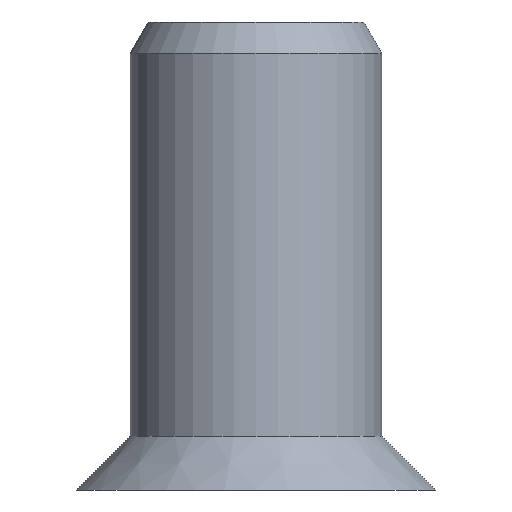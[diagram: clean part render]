
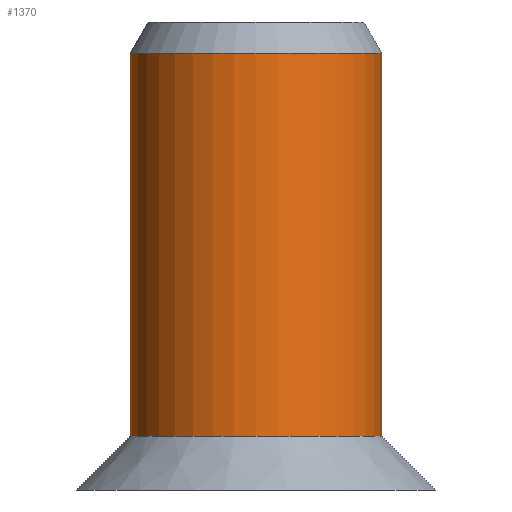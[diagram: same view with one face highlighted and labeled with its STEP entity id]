
A CAD part, front view. The second image highlights one B-rep face of the part: STEP entity #1370.
In plain terms, the highlighted cylindrical face has radius 3.5 mm (diameter 7 mm), a partial arc.
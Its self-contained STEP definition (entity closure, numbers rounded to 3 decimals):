
#39 = VERTEX_POINT ( 'NONE', #3451 ) ;
#116 = LINE ( 'NONE', #1814, #338 ) ;
#338 = VECTOR ( 'NONE', #2382, 1000. ) ;
#450 = VERTEX_POINT ( 'NONE', #3327 ) ;
#524 = CARTESIAN_POINT ( 'NONE',  ( 0., 0., 5.634 ) ) ;
#612 = DIRECTION ( 'NONE',  ( 0., 0., 1. ) ) ;
#726 = DIRECTION ( 'NONE',  ( 1., 0., 0. ) ) ;
#791 = VERTEX_POINT ( 'NONE', #1589 ) ;
#858 = DIRECTION ( 'NONE',  ( 1., 0., 0. ) ) ;
#998 = CARTESIAN_POINT ( 'NONE',  ( -3.5, 0., -5. ) ) ;
#1123 = EDGE_LOOP ( 'NONE', ( #3319, #3110, #2544, #3260 ) ) ;
#1127 = AXIS2_PLACEMENT_3D ( 'NONE', #2140, #3510, #726 ) ;
#1370 = ADVANCED_FACE ( 'NONE', ( #2759 ), #2034, .T. ) ;
#1469 = AXIS2_PLACEMENT_3D ( 'NONE', #2563, #3167, #858 ) ;
#1482 = VECTOR ( 'NONE', #612, 1000. ) ;
#1532 = EDGE_CURVE ( 'NONE', #450, #39, #116, .T. ) ;
#1589 = CARTESIAN_POINT ( 'NONE',  ( -3.5, 0., 5.634 ) ) ;
#1727 = CIRCLE ( 'NONE', #2994, 3.5 ) ;
#1764 = EDGE_CURVE ( 'NONE', #39, #791, #1727, .T. ) ;
#1814 = CARTESIAN_POINT ( 'NONE',  ( 3.5, 0., 6.5 ) ) ;
#1928 = DIRECTION ( 'NONE',  ( -1., 0., 0. ) ) ;
#2034 = CYLINDRICAL_SURFACE ( 'NONE', #1469, 3.5 ) ;
#2140 = CARTESIAN_POINT ( 'NONE',  ( 0., 0., -5. ) ) ;
#2199 = CIRCLE ( 'NONE', #1127, 3.5 ) ;
#2281 = VERTEX_POINT ( 'NONE', #998 ) ;
#2327 = EDGE_CURVE ( 'NONE', #2281, #450, #2199, .T. ) ;
#2382 = DIRECTION ( 'NONE',  ( 0., 0., 1. ) ) ;
#2544 = ORIENTED_EDGE ( 'NONE', *, *, #1532, .T. ) ;
#2563 = CARTESIAN_POINT ( 'NONE',  ( 0., 0., 6.5 ) ) ;
#2759 = FACE_OUTER_BOUND ( 'NONE', #1123, .T. ) ;
#2771 = DIRECTION ( 'NONE',  ( 0., 0., -1. ) ) ;
#2884 = LINE ( 'NONE', #3195, #1482 ) ;
#2994 = AXIS2_PLACEMENT_3D ( 'NONE', #524, #2771, #1928 ) ;
#3025 = EDGE_CURVE ( 'NONE', #2281, #791, #2884, .T. ) ;
#3110 = ORIENTED_EDGE ( 'NONE', *, *, #2327, .T. ) ;
#3167 = DIRECTION ( 'NONE',  ( 0., 0., 1. ) ) ;
#3195 = CARTESIAN_POINT ( 'NONE',  ( -3.5, 0., 6.5 ) ) ;
#3260 = ORIENTED_EDGE ( 'NONE', *, *, #1764, .T. ) ;
#3319 = ORIENTED_EDGE ( 'NONE', *, *, #3025, .F. ) ;
#3327 = CARTESIAN_POINT ( 'NONE',  ( 3.5, 0., -5. ) ) ;
#3451 = CARTESIAN_POINT ( 'NONE',  ( 3.5, 0., 5.634 ) ) ;
#3510 = DIRECTION ( 'NONE',  ( 0., 0., 1. ) ) ;
